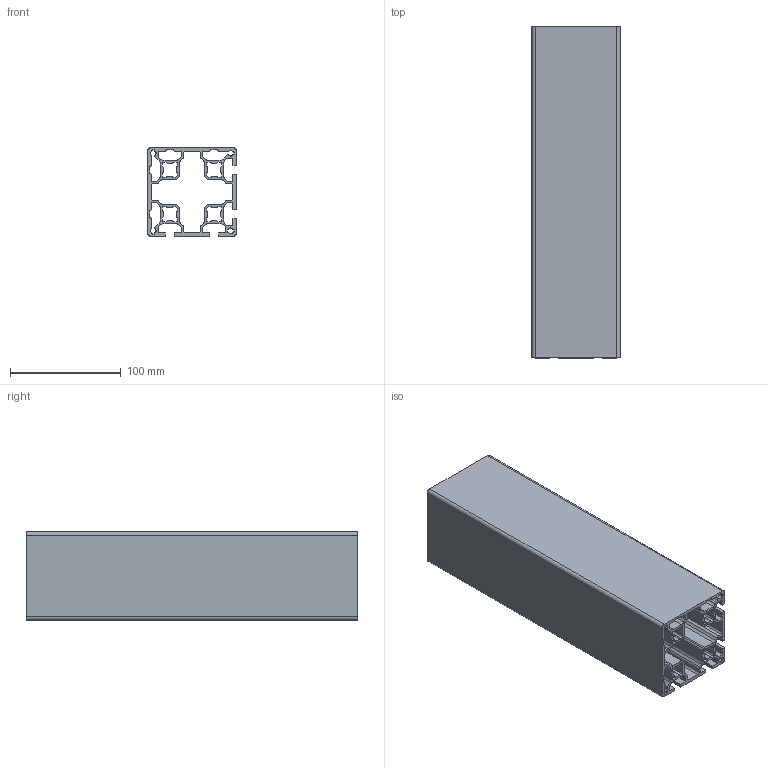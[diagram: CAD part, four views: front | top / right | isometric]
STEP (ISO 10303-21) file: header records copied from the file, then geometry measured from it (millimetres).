
FILE_DESCRIPTION (( 'STEP AP214' ), '1' );
FILE_NAME ('1727977033355.step', '2024-10-03T17:37:16', ( 'Windows User' ), ( '' ), 'SwSTEP 2.0', 'SolidWorks 2011', '' );
FILE_SCHEMA (( 'AUTOMOTIVE_DESIGN' ));
Length unit declared in the file: millimetre
Products named in the file (2): 1727977033355; 1.11.080080.42LPx300.00(1)
Assembly tree (1 placements, depth 2):
  1727977033355
    1.11.080080.42LPx300.00(1)
Bounding box: 80 x 300 x 80 mm (x, y, z)
Volume: 469454.2 mm3; surface area: 381945.8 mm2
Topology: 1 solids, 1 shells, 432 faces, 1290 edges, 860 vertices
Faces by surface type: cylinder 236, plane 196
Entity records: 14792 total; most frequent: DIRECTION 2634, CARTESIAN_POINT 2586, ORIENTED_EDGE 2580, EDGE_CURVE 1290, AXIS2_PLACEMENT_3D 908, VERTEX_POINT 860, LINE 818, VECTOR 818
